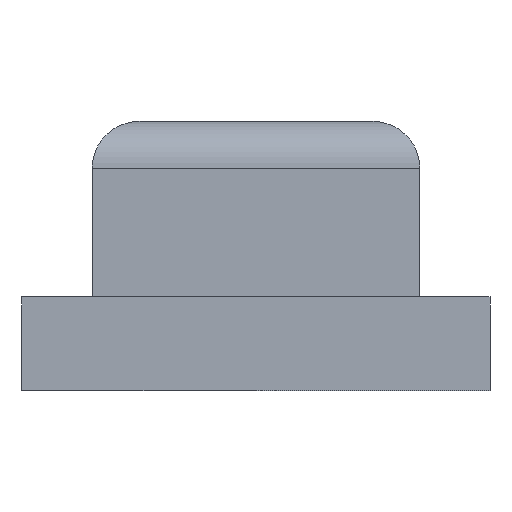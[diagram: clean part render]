
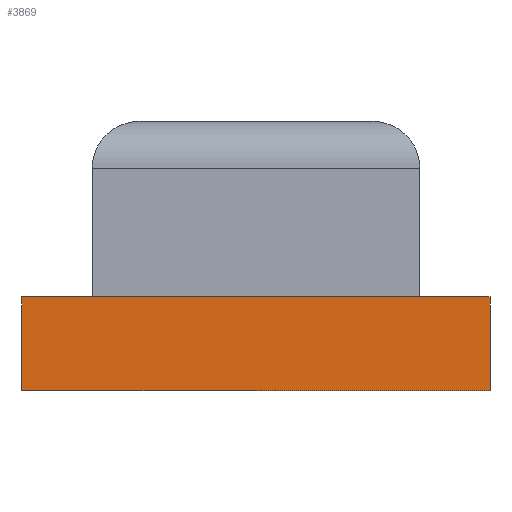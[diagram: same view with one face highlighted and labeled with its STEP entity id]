
A CAD part, left-side view. The second image highlights one B-rep face of the part: STEP entity #3869.
In plain terms, the highlighted planar face has unit normal (-1, 0, 0).
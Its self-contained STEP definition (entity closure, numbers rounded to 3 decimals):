
#3869 = ADVANCED_FACE('',(#3870),#3884,.F.);
#3870 = FACE_BOUND('',#3871,.F.);
#3871 = EDGE_LOOP('',(#3872,#3907,#3935,#3963));
#3872 = ORIENTED_EDGE('',*,*,#3873,.F.);
#3873 = EDGE_CURVE('',#3874,#3876,#3878,.T.);
#3874 = VERTEX_POINT('',#3875);
#3875 = CARTESIAN_POINT('',(-2.25,-1.,0.));
#3876 = VERTEX_POINT('',#3877);
#3877 = CARTESIAN_POINT('',(-2.25,-1.,0.4));
#3878 = SURFACE_CURVE('',#3879,(#3883,#3895),.PCURVE_S1.);
#3879 = LINE('',#3880,#3881);
#3880 = CARTESIAN_POINT('',(-2.25,-1.,0.));
#3881 = VECTOR('',#3882,1.);
#3882 = DIRECTION('',(0.,0.,1.));
#3883 = PCURVE('',#3884,#3889);
#3884 = PLANE('',#3885);
#3885 = AXIS2_PLACEMENT_3D('',#3886,#3887,#3888);
#3886 = CARTESIAN_POINT('',(-2.25,-1.,0.));
#3887 = DIRECTION('',(1.,0.,0.));
#3888 = DIRECTION('',(0.,0.,1.));
#3889 = DEFINITIONAL_REPRESENTATION('',(#3890),#3894);
#3890 = LINE('',#3891,#3892);
#3891 = CARTESIAN_POINT('',(0.,0.));
#3892 = VECTOR('',#3893,1.);
#3893 = DIRECTION('',(1.,0.));
#3894 = ( GEOMETRIC_REPRESENTATION_CONTEXT(2) 
PARAMETRIC_REPRESENTATION_CONTEXT() REPRESENTATION_CONTEXT('2D SPACE',''
  ) );
#3895 = PCURVE('',#3896,#3901);
#3896 = PLANE('',#3897);
#3897 = AXIS2_PLACEMENT_3D('',#3898,#3899,#3900);
#3898 = CARTESIAN_POINT('',(-2.25,-1.,0.));
#3899 = DIRECTION('',(0.,1.,0.));
#3900 = DIRECTION('',(0.,0.,1.));
#3901 = DEFINITIONAL_REPRESENTATION('',(#3902),#3906);
#3902 = LINE('',#3903,#3904);
#3903 = CARTESIAN_POINT('',(0.,0.));
#3904 = VECTOR('',#3905,1.);
#3905 = DIRECTION('',(1.,0.));
#3906 = ( GEOMETRIC_REPRESENTATION_CONTEXT(2) 
PARAMETRIC_REPRESENTATION_CONTEXT() REPRESENTATION_CONTEXT('2D SPACE',''
  ) );
#3907 = ORIENTED_EDGE('',*,*,#3908,.T.);
#3908 = EDGE_CURVE('',#3874,#3909,#3911,.T.);
#3909 = VERTEX_POINT('',#3910);
#3910 = CARTESIAN_POINT('',(-2.25,1.,0.));
#3911 = SURFACE_CURVE('',#3912,(#3916,#3923),.PCURVE_S1.);
#3912 = LINE('',#3913,#3914);
#3913 = CARTESIAN_POINT('',(-2.25,-1.,0.));
#3914 = VECTOR('',#3915,1.);
#3915 = DIRECTION('',(0.,1.,0.));
#3916 = PCURVE('',#3884,#3917);
#3917 = DEFINITIONAL_REPRESENTATION('',(#3918),#3922);
#3918 = LINE('',#3919,#3920);
#3919 = CARTESIAN_POINT('',(0.,0.));
#3920 = VECTOR('',#3921,1.);
#3921 = DIRECTION('',(0.,-1.));
#3922 = ( GEOMETRIC_REPRESENTATION_CONTEXT(2) 
PARAMETRIC_REPRESENTATION_CONTEXT() REPRESENTATION_CONTEXT('2D SPACE',''
  ) );
#3923 = PCURVE('',#3924,#3929);
#3924 = PLANE('',#3925);
#3925 = AXIS2_PLACEMENT_3D('',#3926,#3927,#3928);
#3926 = CARTESIAN_POINT('',(-2.25,-1.,0.));
#3927 = DIRECTION('',(0.,0.,1.));
#3928 = DIRECTION('',(1.,0.,0.));
#3929 = DEFINITIONAL_REPRESENTATION('',(#3930),#3934);
#3930 = LINE('',#3931,#3932);
#3931 = CARTESIAN_POINT('',(0.,0.));
#3932 = VECTOR('',#3933,1.);
#3933 = DIRECTION('',(0.,1.));
#3934 = ( GEOMETRIC_REPRESENTATION_CONTEXT(2) 
PARAMETRIC_REPRESENTATION_CONTEXT() REPRESENTATION_CONTEXT('2D SPACE',''
  ) );
#3935 = ORIENTED_EDGE('',*,*,#3936,.T.);
#3936 = EDGE_CURVE('',#3909,#3937,#3939,.T.);
#3937 = VERTEX_POINT('',#3938);
#3938 = CARTESIAN_POINT('',(-2.25,1.,0.4));
#3939 = SURFACE_CURVE('',#3940,(#3944,#3951),.PCURVE_S1.);
#3940 = LINE('',#3941,#3942);
#3941 = CARTESIAN_POINT('',(-2.25,1.,0.));
#3942 = VECTOR('',#3943,1.);
#3943 = DIRECTION('',(0.,0.,1.));
#3944 = PCURVE('',#3884,#3945);
#3945 = DEFINITIONAL_REPRESENTATION('',(#3946),#3950);
#3946 = LINE('',#3947,#3948);
#3947 = CARTESIAN_POINT('',(0.,-2.));
#3948 = VECTOR('',#3949,1.);
#3949 = DIRECTION('',(1.,0.));
#3950 = ( GEOMETRIC_REPRESENTATION_CONTEXT(2) 
PARAMETRIC_REPRESENTATION_CONTEXT() REPRESENTATION_CONTEXT('2D SPACE',''
  ) );
#3951 = PCURVE('',#3952,#3957);
#3952 = PLANE('',#3953);
#3953 = AXIS2_PLACEMENT_3D('',#3954,#3955,#3956);
#3954 = CARTESIAN_POINT('',(-2.25,1.,0.));
#3955 = DIRECTION('',(0.,1.,0.));
#3956 = DIRECTION('',(0.,0.,1.));
#3957 = DEFINITIONAL_REPRESENTATION('',(#3958),#3962);
#3958 = LINE('',#3959,#3960);
#3959 = CARTESIAN_POINT('',(0.,0.));
#3960 = VECTOR('',#3961,1.);
#3961 = DIRECTION('',(1.,0.));
#3962 = ( GEOMETRIC_REPRESENTATION_CONTEXT(2) 
PARAMETRIC_REPRESENTATION_CONTEXT() REPRESENTATION_CONTEXT('2D SPACE',''
  ) );
#3963 = ORIENTED_EDGE('',*,*,#3964,.F.);
#3964 = EDGE_CURVE('',#3876,#3937,#3965,.T.);
#3965 = SURFACE_CURVE('',#3966,(#3970,#3977),.PCURVE_S1.);
#3966 = LINE('',#3967,#3968);
#3967 = CARTESIAN_POINT('',(-2.25,-1.,0.4));
#3968 = VECTOR('',#3969,1.);
#3969 = DIRECTION('',(0.,1.,0.));
#3970 = PCURVE('',#3884,#3971);
#3971 = DEFINITIONAL_REPRESENTATION('',(#3972),#3976);
#3972 = LINE('',#3973,#3974);
#3973 = CARTESIAN_POINT('',(0.4,0.));
#3974 = VECTOR('',#3975,1.);
#3975 = DIRECTION('',(0.,-1.));
#3976 = ( GEOMETRIC_REPRESENTATION_CONTEXT(2) 
PARAMETRIC_REPRESENTATION_CONTEXT() REPRESENTATION_CONTEXT('2D SPACE',''
  ) );
#3977 = PCURVE('',#3978,#3983);
#3978 = PLANE('',#3979);
#3979 = AXIS2_PLACEMENT_3D('',#3980,#3981,#3982);
#3980 = CARTESIAN_POINT('',(-2.25,-1.,0.4));
#3981 = DIRECTION('',(0.,0.,1.));
#3982 = DIRECTION('',(1.,0.,0.));
#3983 = DEFINITIONAL_REPRESENTATION('',(#3984),#3988);
#3984 = LINE('',#3985,#3986);
#3985 = CARTESIAN_POINT('',(0.,0.));
#3986 = VECTOR('',#3987,1.);
#3987 = DIRECTION('',(0.,1.));
#3988 = ( GEOMETRIC_REPRESENTATION_CONTEXT(2) 
PARAMETRIC_REPRESENTATION_CONTEXT() REPRESENTATION_CONTEXT('2D SPACE',''
  ) );
